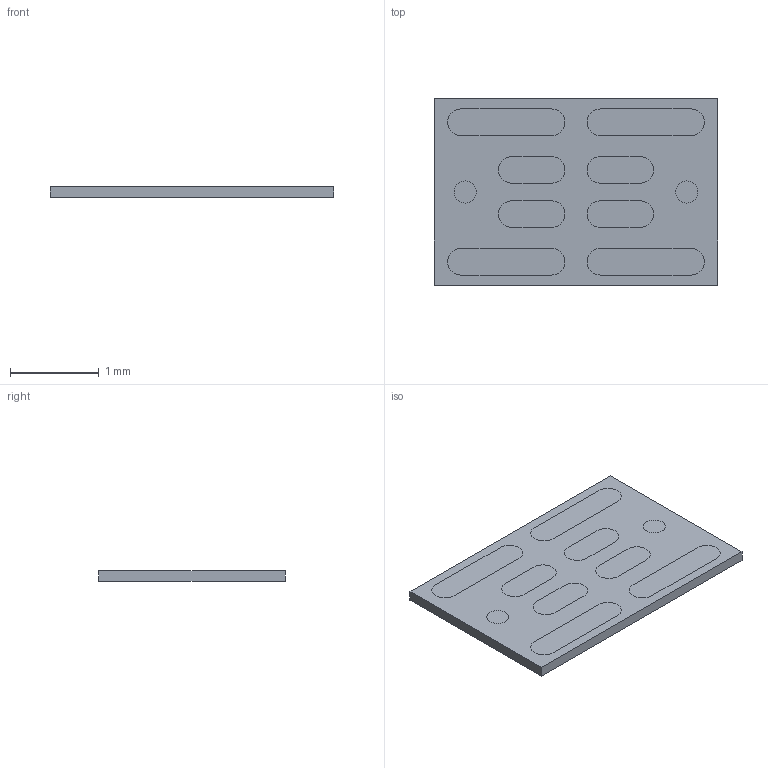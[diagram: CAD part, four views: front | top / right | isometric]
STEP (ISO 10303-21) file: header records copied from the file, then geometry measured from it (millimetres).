
FILE_DESCRIPTION(/* description */ ('Unknown'),/* implementation_level */ '2;1');
FILE_NAME(/* name */ 'X4-DSN3221-10',/* time_stamp */ '2021-11-08T13:44:33+08:00',/* author */ ('Unknown'),/* organization */ ('Unknown'),/* preprocessor_version */ 'ST-DEVELOPER v16.7',/* originating_system */ 'DEX',/* authorisation */ $);
FILE_SCHEMA (('AUTOMOTIVE_DESIGN {1 0 10303 214 3 1 1}'));
Length unit declared in the file: millimetre
Products named in the file (3): X4-DSN3221-10; Pin; MOLD
Assembly tree (2 placements, depth 2):
  X4-DSN3221-10
    Pin
    MOLD
Bounding box: 3.2 x 2.1 x 0.12 mm (x, y, z)
Volume: 0.8 mm3; surface area: 20.4 mm2
Topology: 11 solids, 11 shells, 104 faces, 218 edges, 146 vertices
Faces by surface type: plane 68, cylinder 36
Full cylindrical faces by diameter (mm): 0.25 x4
Entity records: 2873 total; most frequent: DIRECTION 498, CARTESIAN_POINT 463, ORIENTED_EDGE 424, EDGE_CURVE 212, AXIS2_PLACEMENT_3D 179, VERTEX_POINT 144, LINE 140, VECTOR 140
